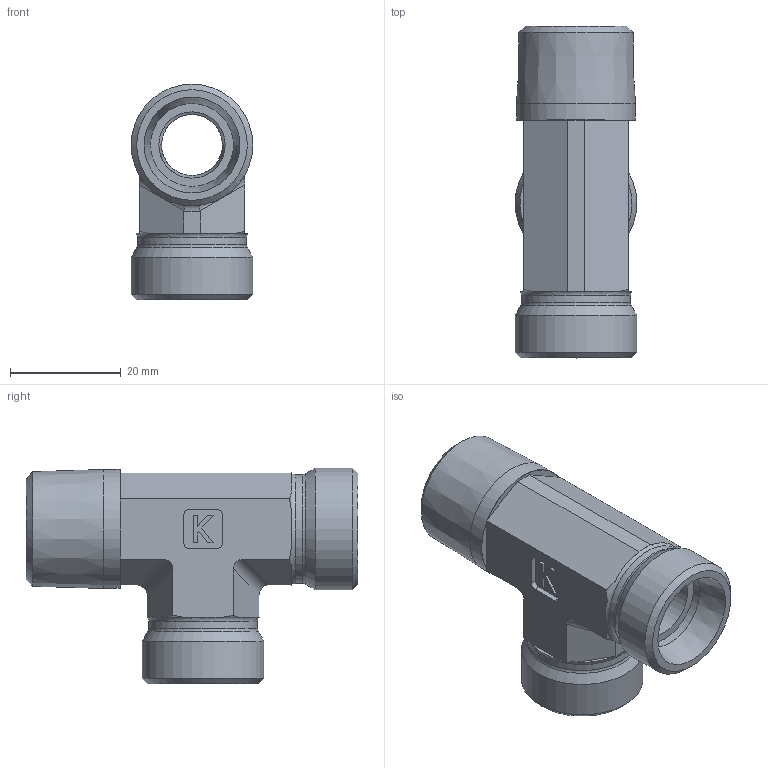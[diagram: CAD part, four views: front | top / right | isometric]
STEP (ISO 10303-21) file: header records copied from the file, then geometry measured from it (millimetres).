
FILE_DESCRIPTION((''),'2;1');
FILE_NAME('2512154822.stp','2014-10-08T11:52:02',(''),('KNOMI spol. s r. o.'),'Autodesk Inventor 2012','Autodesk Inventor 2012','');
FILE_SCHEMA(('AUTOMOTIVE_DESIGN { 1 2 10303 214 0 1 1 1 }'));
Length unit declared in the file: millimetre
Products named in the file (1): TBCR2 15LR R1/2/M22
Bounding box: 22 x 60 x 39 mm (x, y, z)
Volume: 16394.6 mm3; surface area: 8785.1 mm2
Topology: 1 solids, 1 shells, 112 faces, 307 edges, 200 vertices
Faces by surface type: plane 72, cylinder 20, cone 12, torus 8
Full cylindrical faces by diameter (mm): 11 x1, 12 x2, 15 x2, 19.7 x2, 21.518 x1, 22 x2
Entity records: 3456 total; most frequent: CARTESIAN_POINT 738, ORIENTED_EDGE 550, DIRECTION 546, EDGE_CURVE 275, AXIS2_PLACEMENT_3D 203, VERTEX_POINT 191, EDGE_LOOP 142, VECTOR 140
